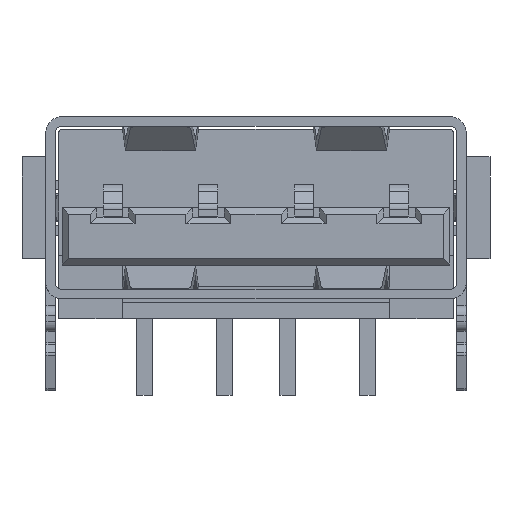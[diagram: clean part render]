
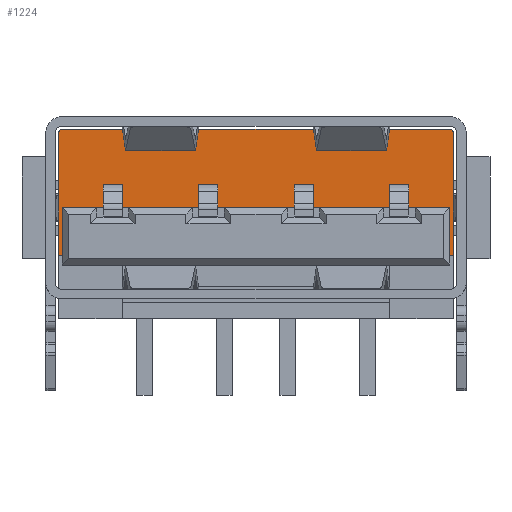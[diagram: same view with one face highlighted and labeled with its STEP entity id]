
A CAD part, front view. The second image highlights one B-rep face of the part: STEP entity #1224.
In plain terms, the highlighted planar face has unit normal (0, -1, 0).
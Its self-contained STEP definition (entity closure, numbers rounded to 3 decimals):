
#260 = DIRECTION ( 'NONE',  ( -1., 0., 0. ) ) ;
#529 = CARTESIAN_POINT ( 'NONE',  ( -6.1, 0.62, 2.36 ) ) ;
#832 = VECTOR ( 'NONE', #932, 1000. ) ;
#932 = DIRECTION ( 'NONE',  ( 0., 0., 1. ) ) ;
#1206 = ORIENTED_EDGE ( 'NONE', *, *, #2270, .T. ) ;
#1224 = ADVANCED_FACE ( 'NONE', ( #31889 ), #31536, .T. ) ;
#2270 = EDGE_CURVE ( 'NONE', #15029, #22856, #13901, .T. ) ;
#2716 = LINE ( 'NONE', #25908, #32774 ) ;
#3788 = VECTOR ( 'NONE', #4691, 1000. ) ;
#4303 = CARTESIAN_POINT ( 'NONE',  ( -6.2, 0.62, 2.36 ) ) ;
#4479 = VERTEX_POINT ( 'NONE', #23539 ) ;
#4509 = CARTESIAN_POINT ( 'NONE',  ( 6.093, 0.62, -1.798 ) ) ;
#4691 = DIRECTION ( 'NONE',  ( 0., 0., 1. ) ) ;
#5726 = DIRECTION ( 'NONE',  ( 0., 0., -1. ) ) ;
#5866 = CARTESIAN_POINT ( 'NONE',  ( -6.1, 0.62, -1.49 ) ) ;
#6236 = DIRECTION ( 'NONE',  ( 0., -1., 0. ) ) ;
#6523 = ORIENTED_EDGE ( 'NONE', *, *, #7691, .T. ) ;
#7691 = EDGE_CURVE ( 'NONE', #27281, #15289, #28028, .T. ) ;
#8294 = EDGE_CURVE ( 'NONE', #20485, #27281, #23326, .T. ) ;
#8357 = CARTESIAN_POINT ( 'NONE',  ( 6.2, 0.62, -1.49 ) ) ;
#8744 = DIRECTION ( 'NONE',  ( -1., 0., 0. ) ) ;
#9068 = ORIENTED_EDGE ( 'NONE', *, *, #10424, .F. ) ;
#9772 = EDGE_CURVE ( 'NONE', #12952, #15029, #24816, .T. ) ;
#10424 = EDGE_CURVE ( 'NONE', #10613, #27562, #15852, .T. ) ;
#10613 = VERTEX_POINT ( 'NONE', #16215 ) ;
#11238 = CARTESIAN_POINT ( 'NONE',  ( -6.2, 0.62, -1.49 ) ) ;
#11303 = CARTESIAN_POINT ( 'NONE',  ( 6.2, 0.62, -2.36 ) ) ;
#11341 = LINE ( 'NONE', #32432, #27663 ) ;
#11440 = VERTEX_POINT ( 'NONE', #31574 ) ;
#11531 = CARTESIAN_POINT ( 'NONE',  ( -6.2, 0.62, 2.36 ) ) ;
#11816 = ORIENTED_EDGE ( 'NONE', *, *, #25902, .F. ) ;
#11844 = CARTESIAN_POINT ( 'NONE',  ( -6.093, 0.62, 0.002 ) ) ;
#12952 = VERTEX_POINT ( 'NONE', #8357 ) ;
#13309 = VECTOR ( 'NONE', #16412, 1000. ) ;
#13901 = CIRCLE ( 'NONE', #32607, 0.1 ) ;
#14836 = DIRECTION ( 'NONE',  ( 0., 0., -1. ) ) ;
#15029 = VERTEX_POINT ( 'NONE', #21182 ) ;
#15289 = VERTEX_POINT ( 'NONE', #11238 ) ;
#15852 = LINE ( 'NONE', #31567, #21032 ) ;
#16215 = CARTESIAN_POINT ( 'NONE',  ( 6.093, 0.62, 0.002 ) ) ;
#16412 = DIRECTION ( 'NONE',  ( 1., 0., 0. ) ) ;
#16578 = EDGE_CURVE ( 'NONE', #12952, #11440, #11341, .T. ) ;
#17161 = VECTOR ( 'NONE', #14836, 1000. ) ;
#17227 = ORIENTED_EDGE ( 'NONE', *, *, #31281, .F. ) ;
#18173 = LINE ( 'NONE', #4509, #3788 ) ;
#18649 = DIRECTION ( 'NONE',  ( -1., 0., 0. ) ) ;
#19605 = EDGE_LOOP ( 'NONE', ( #24221, #24849, #1206, #33619, #26897, #6523, #32201, #17227, #9068, #11816 ) ) ;
#20485 = VERTEX_POINT ( 'NONE', #32783 ) ;
#21032 = VECTOR ( 'NONE', #18649, 1000. ) ;
#21182 = CARTESIAN_POINT ( 'NONE',  ( 6.2, 0.62, 2.36 ) ) ;
#21900 = DIRECTION ( 'NONE',  ( 0., 0., -1. ) ) ;
#22856 = VERTEX_POINT ( 'NONE', #33970 ) ;
#23294 = EDGE_CURVE ( 'NONE', #22856, #20485, #26552, .T. ) ;
#23326 = CIRCLE ( 'NONE', #26067, 0.1 ) ;
#23539 = CARTESIAN_POINT ( 'NONE',  ( -6.093, 0.62, -1.49 ) ) ;
#23819 = CARTESIAN_POINT ( 'NONE',  ( -6.1, 0.62, -2.36 ) ) ;
#23975 = CARTESIAN_POINT ( 'NONE',  ( 6.1, 0.62, 2.46 ) ) ;
#24160 = DIRECTION ( 'NONE',  ( 0., -1., 0. ) ) ;
#24221 = ORIENTED_EDGE ( 'NONE', *, *, #16578, .F. ) ;
#24669 = CARTESIAN_POINT ( 'NONE',  ( 6.1, 0.62, 2.36 ) ) ;
#24816 = LINE ( 'NONE', #11303, #832 ) ;
#24849 = ORIENTED_EDGE ( 'NONE', *, *, #9772, .T. ) ;
#24979 = VECTOR ( 'NONE', #260, 1000. ) ;
#25352 = DIRECTION ( 'NONE',  ( 0., -1., 0. ) ) ;
#25902 = EDGE_CURVE ( 'NONE', #11440, #10613, #18173, .T. ) ;
#25908 = CARTESIAN_POINT ( 'NONE',  ( -6.093, 0.62, -1.798 ) ) ;
#26067 = AXIS2_PLACEMENT_3D ( 'NONE', #529, #6236, #5726 ) ;
#26552 = LINE ( 'NONE', #23975, #24979 ) ;
#26897 = ORIENTED_EDGE ( 'NONE', *, *, #8294, .T. ) ;
#27281 = VERTEX_POINT ( 'NONE', #11531 ) ;
#27358 = EDGE_CURVE ( 'NONE', #15289, #4479, #29562, .T. ) ;
#27562 = VERTEX_POINT ( 'NONE', #11844 ) ;
#27663 = VECTOR ( 'NONE', #8744, 1000. ) ;
#28028 = LINE ( 'NONE', #4303, #17161 ) ;
#29504 = DIRECTION ( 'NONE',  ( 0., 0., -1. ) ) ;
#29562 = LINE ( 'NONE', #5866, #13309 ) ;
#31281 = EDGE_CURVE ( 'NONE', #27562, #4479, #2716, .T. ) ;
#31536 = PLANE ( 'NONE',  #31912 ) ;
#31567 = CARTESIAN_POINT ( 'NONE',  ( 6.093, 0.62, 0.002 ) ) ;
#31574 = CARTESIAN_POINT ( 'NONE',  ( 6.093, 0.62, -1.49 ) ) ;
#31889 = FACE_OUTER_BOUND ( 'NONE', #19605, .T. ) ;
#31912 = AXIS2_PLACEMENT_3D ( 'NONE', #23819, #24160, #29504 ) ;
#31917 = DIRECTION ( 'NONE',  ( 0., 0., -1. ) ) ;
#32201 = ORIENTED_EDGE ( 'NONE', *, *, #27358, .T. ) ;
#32432 = CARTESIAN_POINT ( 'NONE',  ( -6.1, 0.62, -1.49 ) ) ;
#32607 = AXIS2_PLACEMENT_3D ( 'NONE', #24669, #25352, #21900 ) ;
#32774 = VECTOR ( 'NONE', #31917, 1000. ) ;
#32783 = CARTESIAN_POINT ( 'NONE',  ( -6.1, 0.62, 2.46 ) ) ;
#33619 = ORIENTED_EDGE ( 'NONE', *, *, #23294, .T. ) ;
#33970 = CARTESIAN_POINT ( 'NONE',  ( 6.1, 0.62, 2.46 ) ) ;
